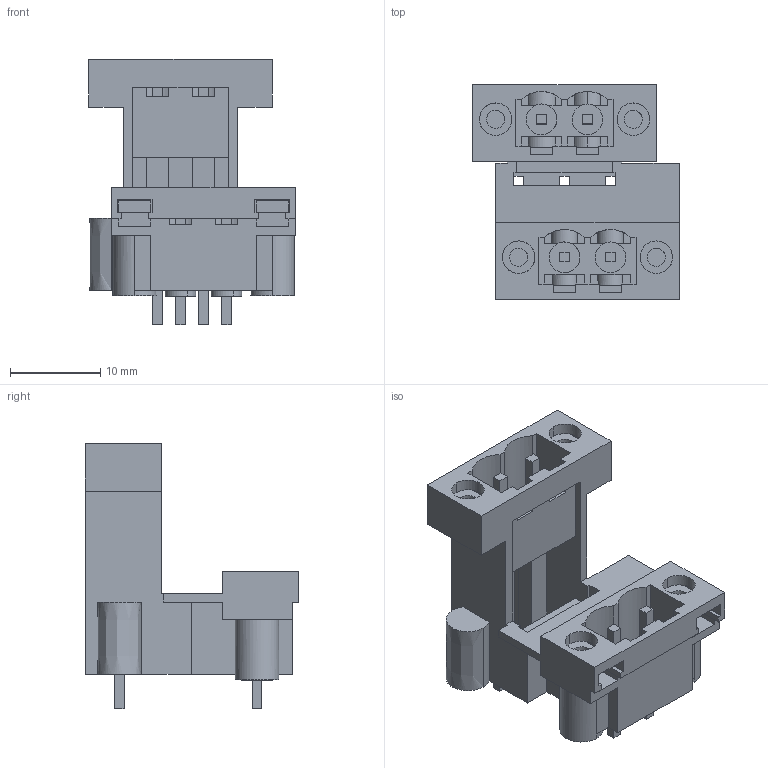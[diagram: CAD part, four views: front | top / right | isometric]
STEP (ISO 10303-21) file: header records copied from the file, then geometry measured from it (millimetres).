
FILE_DESCRIPTION(('CATIA V5 STEP Exchange','CAx-IF Rec.Pracs.--- Model Styling and Organization---1.2---2011-12-15'),'2;1');
FILE_NAME ('D1456886_0_1828770000_1828770000.stp','2018-04-19T11:26:59+00:00',('none'),('Weidmueller'),'CATIA Version 5-6 Release 2014','CATIA V5 STEP AP214','none');
FILE_SCHEMA(('AUTOMOTIVE_DESIGN { 1 0 10303 214 1 1 1 1 }'));
Length unit declared in the file: millimetre
Products named in the file (1): 1828770000
Bounding box: 22.86 x 23.67 x 29.36 mm (x, y, z)
Volume: 3047 mm3; surface area: 5983.5 mm2
Topology: 9 solids, 11 shells, 349 faces, 997 edges, 669 vertices
Faces by surface type: plane 287, cylinder 58, extrusion 4
Entity records: 11305 total; most frequent: CARTESIAN_POINT 2459, ORIENTED_EDGE 1994, DIRECTION 1496, EDGE_CURVE 997, VECTOR 833, LINE 829, VERTEX_POINT 669, EDGE_LOOP 388
